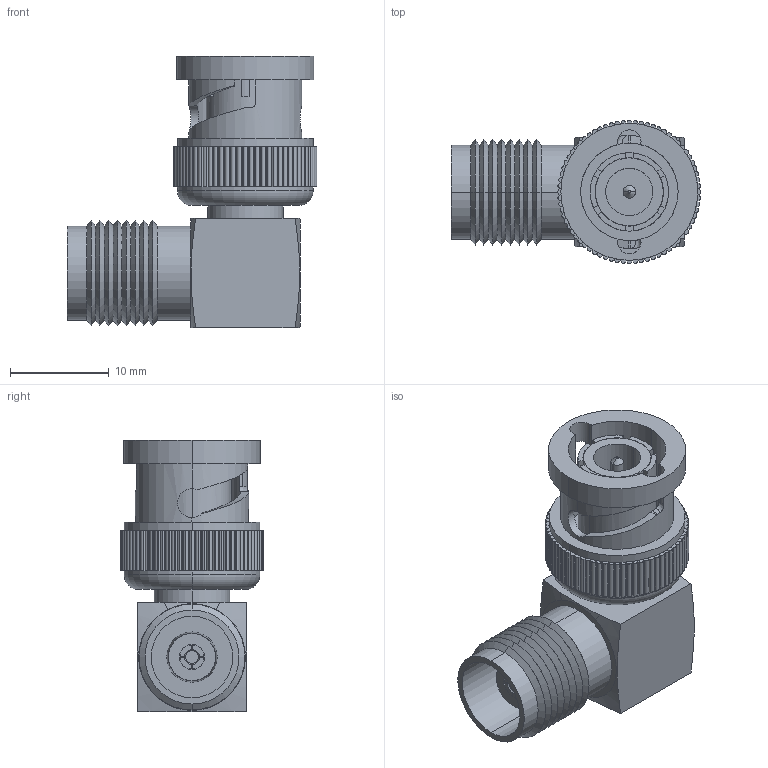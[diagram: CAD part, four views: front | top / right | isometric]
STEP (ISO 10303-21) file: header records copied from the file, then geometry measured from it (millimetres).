
FILE_DESCRIPTION (( 'STEP AP203' ), '1' );
FILE_NAME ('BA3002.STEP', '2010-12-22T16:45:00', ( 'x' ), ( 'Microsoft' ), 'SwSTEP 2.0', 'SolidWorks 2010', '' );
FILE_SCHEMA (( 'CONFIG_CONTROL_DESIGN' ));
Length unit declared in the file: inch
Products named in the file (1): BA3002
Bounding box: 25.26 x 14.48 x 27.43 mm (x, y, z)
Volume: 3353.4 mm3; surface area: 3759.3 mm2
Topology: 1 solids, 1 shells, 410 faces, 1133 edges, 740 vertices
Faces by surface type: plane 205, cylinder 149, cone 46, bspline 8, torus 2
Entity records: 13856 total; most frequent: CARTESIAN_POINT 3148, ORIENTED_EDGE 2266, DIRECTION 2221, EDGE_CURVE 1133, AXIS2_PLACEMENT_3D 757, VERTEX_POINT 740, VECTOR 707, LINE 707
